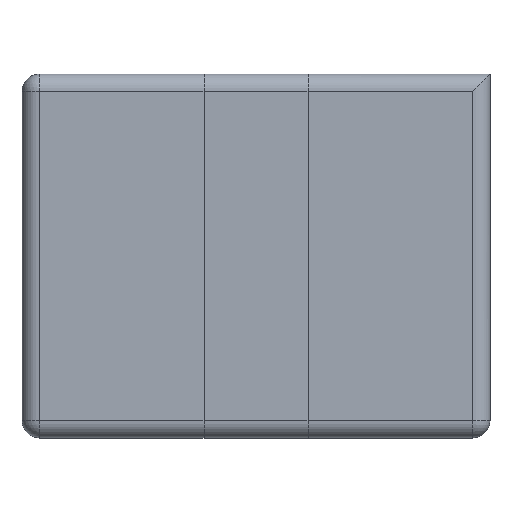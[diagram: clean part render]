
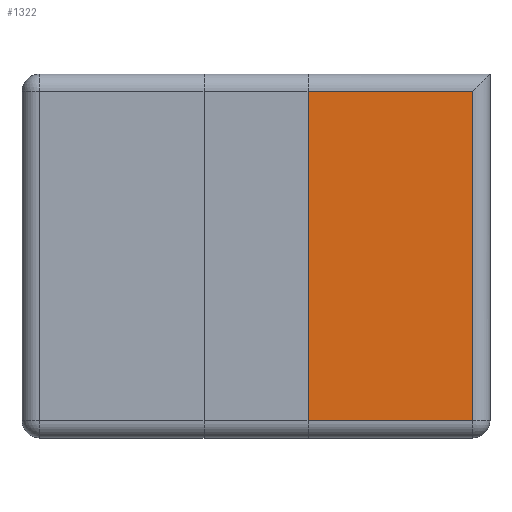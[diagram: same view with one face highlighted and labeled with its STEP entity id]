
A CAD part, left-side view. The second image highlights one B-rep face of the part: STEP entity #1322.
In plain terms, the highlighted planar face has unit normal (-1, 0, 0).
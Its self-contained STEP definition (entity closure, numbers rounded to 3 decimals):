
#208=CARTESIAN_POINT('',(-1.075,-0.15,1.0));
#209=VERTEX_POINT('',#208);
#241=CARTESIAN_POINT('',(-1.075,-0.15,0.05));
#242=VERTEX_POINT('',#241);
#250=CARTESIAN_POINT('',(-1.075,-0.15,1.0));
#251=DIRECTION('',(0.0,0.0,-1.0));
#252=VECTOR('',#251,0.95);
#253=LINE('',#250,#252);
#254=EDGE_CURVE('',#209,#242,#253,.T.);
#1273=CARTESIAN_POINT('',(-1.075,-0.625,1.0));
#1274=VERTEX_POINT('',#1273);
#1275=CARTESIAN_POINT('',(-1.075,-0.15,1.0));
#1276=DIRECTION('',(0.0,-1.0,0.0));
#1277=VECTOR('',#1276,0.475);
#1278=LINE('',#1275,#1277);
#1279=EDGE_CURVE('',#209,#1274,#1278,.T.);
#1299=CARTESIAN_POINT('',(-1.075,-0.675,0.0));
#1300=DIRECTION('',(-1.0,0.0,0.0));
#1301=DIRECTION('',(0.0,0.0,1.0));
#1302=AXIS2_PLACEMENT_3D('',#1299,#1300,#1301);
#1303=PLANE('',#1302);
#1304=ORIENTED_EDGE('',*,*,#254,.T.);
#1305=CARTESIAN_POINT('',(-1.075,-0.625,0.05));
#1306=VERTEX_POINT('',#1305);
#1307=CARTESIAN_POINT('',(-1.075,-0.625,0.05));
#1308=DIRECTION('',(0.0,1.0,0.0));
#1309=VECTOR('',#1308,0.475);
#1310=LINE('',#1307,#1309);
#1311=EDGE_CURVE('',#1306,#242,#1310,.T.);
#1312=ORIENTED_EDGE('',*,*,#1311,.F.);
#1313=CARTESIAN_POINT('',(-1.075,-0.625,1.0));
#1314=DIRECTION('',(0.0,0.0,-1.0));
#1315=VECTOR('',#1314,0.95);
#1316=LINE('',#1313,#1315);
#1317=EDGE_CURVE('',#1274,#1306,#1316,.T.);
#1318=ORIENTED_EDGE('',*,*,#1317,.F.);
#1319=ORIENTED_EDGE('',*,*,#1279,.F.);
#1320=EDGE_LOOP('',(#1304,#1312,#1318,#1319));
#1321=FACE_OUTER_BOUND('',#1320,.T.);
#1322=ADVANCED_FACE('',(#1321),#1303,.T.);
